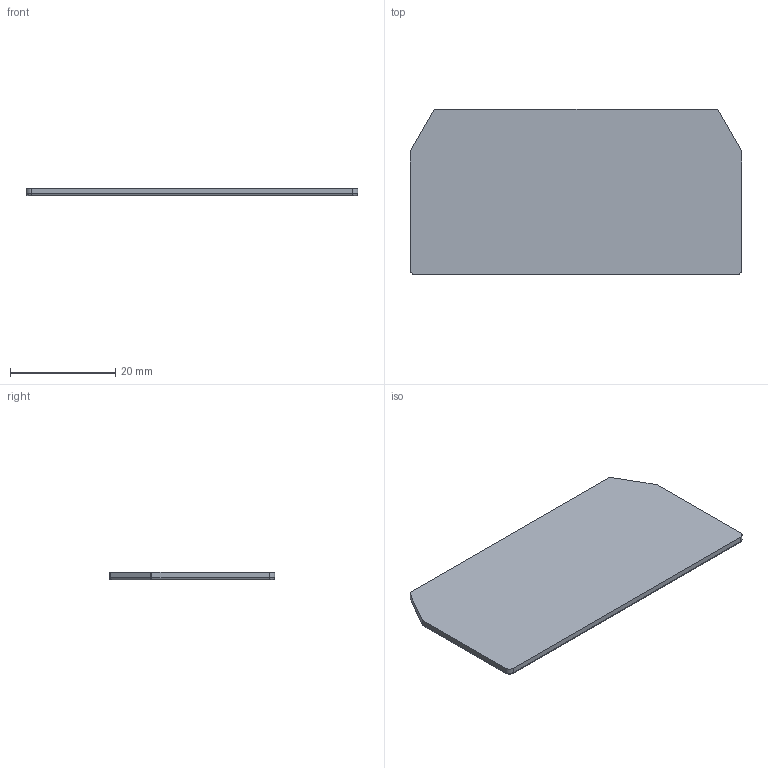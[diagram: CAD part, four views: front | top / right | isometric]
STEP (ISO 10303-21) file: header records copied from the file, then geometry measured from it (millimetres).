
FILE_DESCRIPTION(/* description */ (''),/* implementation_level */ '2;1');
FILE_NAME(/* name */ '3411_FAP25_3A_iso.stp',/* time_stamp */ '2011-08-01T13:57:57+02:00',/* author */ (''),/* organization */ (''),/* preprocessor_version */ 'ST-DEVELOPER v11',/* originating_system */ 'SIEMENS UGS NX 6.0',/* authorisation */ '');
FILE_SCHEMA (('CONFIG_CONTROL_DESIGN'));
Length unit declared in the file: millimetre
Products named in the file (1): 3411_FAP25_3A_iso
Bounding box: 63.1 x 31.5 x 1.5 mm (x, y, z)
Volume: 2915.7 mm3; surface area: 4133.6 mm2
Topology: 1 solids, 1 shells, 26 faces, 60 edges, 32 vertices
Faces by surface type: cylinder 12, plane 8, sphere 4, bspline 2
Entity records: 806 total; most frequent: CARTESIAN_POINT 145, DIRECTION 132, ORIENTED_EDGE 112, EDGE_CURVE 56, AXIS2_PLACEMENT_3D 51, VERTEX_POINT 32, LINE 30, VECTOR 30
